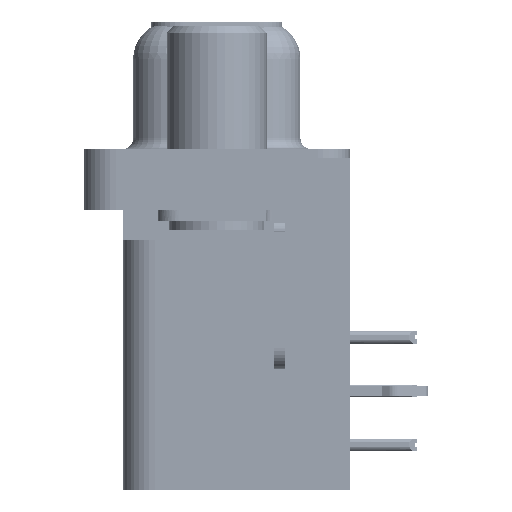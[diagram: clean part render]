
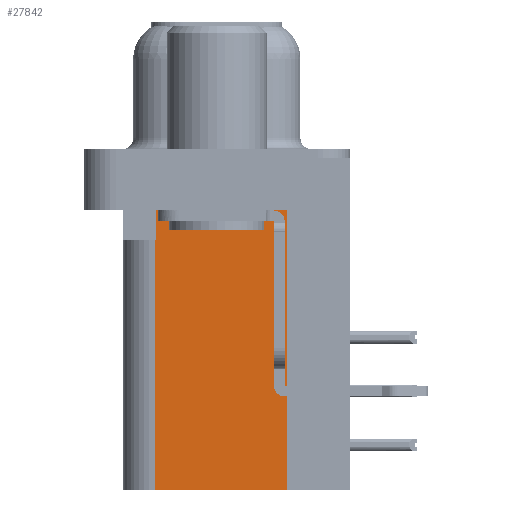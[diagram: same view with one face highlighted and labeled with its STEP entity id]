
A CAD part, left-side view. The second image highlights one B-rep face of the part: STEP entity #27842.
In plain terms, the highlighted planar face has unit normal (-1, 0, 0).
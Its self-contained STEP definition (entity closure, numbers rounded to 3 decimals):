
#789 = DIRECTION ( 'NONE',  ( 0., 1., 0. ) ) ;
#1830 = CARTESIAN_POINT ( 'NONE',  ( 3.79, -3.295, -15.7 ) ) ;
#4006 = VERTEX_POINT ( 'NONE', #33571 ) ;
#5408 = FACE_OUTER_BOUND ( 'NONE', #7595, .T. ) ;
#6833 = LINE ( 'NONE', #50977, #38626 ) ;
#7091 = VERTEX_POINT ( 'NONE', #30727 ) ;
#7595 = EDGE_LOOP ( 'NONE', ( #49146, #42957, #10291, #29466, #44059, #43412 ) ) ;
#9817 = VERTEX_POINT ( 'NONE', #43121 ) ;
#10104 = DIRECTION ( 'NONE',  ( 1., 0., 0. ) ) ;
#10158 = EDGE_CURVE ( 'NONE', #41916, #40600, #28715, .T. ) ;
#10291 = ORIENTED_EDGE ( 'NONE', *, *, #13735, .T. ) ;
#10713 = CARTESIAN_POINT ( 'NONE',  ( 3.79, 2.895, -3.9 ) ) ;
#12224 = CARTESIAN_POINT ( 'NONE',  ( 3.79, 0., -3.9 ) ) ;
#13735 = EDGE_CURVE ( 'NONE', #15586, #7091, #27160, .T. ) ;
#15586 = VERTEX_POINT ( 'NONE', #31196 ) ;
#16647 = EDGE_CURVE ( 'NONE', #40600, #7091, #6833, .T. ) ;
#17429 = VECTOR ( 'NONE', #789, 1000. ) ;
#17487 = VECTOR ( 'NONE', #41224, 1000. ) ;
#18310 = LINE ( 'NONE', #10713, #29293 ) ;
#19460 = DIRECTION ( 'NONE',  ( 0., 0., 1. ) ) ;
#21370 = CARTESIAN_POINT ( 'NONE',  ( 3.79, -3.295, -2.5 ) ) ;
#21951 = DIRECTION ( 'NONE',  ( 0., 0., 1. ) ) ;
#22995 = EDGE_CURVE ( 'NONE', #41916, #9817, #40969, .T. ) ;
#27160 = LINE ( 'NONE', #12224, #17487 ) ;
#27842 = ADVANCED_FACE ( 'NONE', ( #5408 ), #34885, .F. ) ;
#28139 = CARTESIAN_POINT ( 'NONE',  ( 3.79, 2.925, -15.7 ) ) ;
#28394 = LINE ( 'NONE', #21370, #17429 ) ;
#28695 = CARTESIAN_POINT ( 'NONE',  ( 3.79, -3.295, -15.7 ) ) ;
#28715 = LINE ( 'NONE', #28695, #49503 ) ;
#29293 = VECTOR ( 'NONE', #35497, 1000. ) ;
#29466 = ORIENTED_EDGE ( 'NONE', *, *, #16647, .F. ) ;
#29928 = VECTOR ( 'NONE', #19460, 1000. ) ;
#30727 = CARTESIAN_POINT ( 'NONE',  ( 3.79, 2.925, -3.9 ) ) ;
#31196 = CARTESIAN_POINT ( 'NONE',  ( 3.79, 2.895, -3.9 ) ) ;
#32707 = DIRECTION ( 'NONE',  ( 0., 1., 0. ) ) ;
#33571 = CARTESIAN_POINT ( 'NONE',  ( 3.79, 2.895, -2.5 ) ) ;
#33961 = EDGE_CURVE ( 'NONE', #9817, #4006, #28394, .T. ) ;
#34885 = PLANE ( 'NONE',  #36529 ) ;
#35497 = DIRECTION ( 'NONE',  ( 0., 0., -1. ) ) ;
#35697 = CARTESIAN_POINT ( 'NONE',  ( 3.79, -3.295, -15.7 ) ) ;
#36529 = AXIS2_PLACEMENT_3D ( 'NONE', #1830, #10104, #39103 ) ;
#38626 = VECTOR ( 'NONE', #21951, 1000. ) ;
#39103 = DIRECTION ( 'NONE',  ( 0., 0., -1. ) ) ;
#40600 = VERTEX_POINT ( 'NONE', #28139 ) ;
#40969 = LINE ( 'NONE', #44302, #29928 ) ;
#41224 = DIRECTION ( 'NONE',  ( 0., 1., 0. ) ) ;
#41916 = VERTEX_POINT ( 'NONE', #35697 ) ;
#42957 = ORIENTED_EDGE ( 'NONE', *, *, #53390, .T. ) ;
#43121 = CARTESIAN_POINT ( 'NONE',  ( 3.79, -3.295, -2.5 ) ) ;
#43412 = ORIENTED_EDGE ( 'NONE', *, *, #22995, .T. ) ;
#44059 = ORIENTED_EDGE ( 'NONE', *, *, #10158, .F. ) ;
#44302 = CARTESIAN_POINT ( 'NONE',  ( 3.79, -3.295, -15.7 ) ) ;
#49146 = ORIENTED_EDGE ( 'NONE', *, *, #33961, .T. ) ;
#49503 = VECTOR ( 'NONE', #32707, 1000. ) ;
#50977 = CARTESIAN_POINT ( 'NONE',  ( 3.79, 2.925, -15.7 ) ) ;
#53390 = EDGE_CURVE ( 'NONE', #4006, #15586, #18310, .T. ) ;
